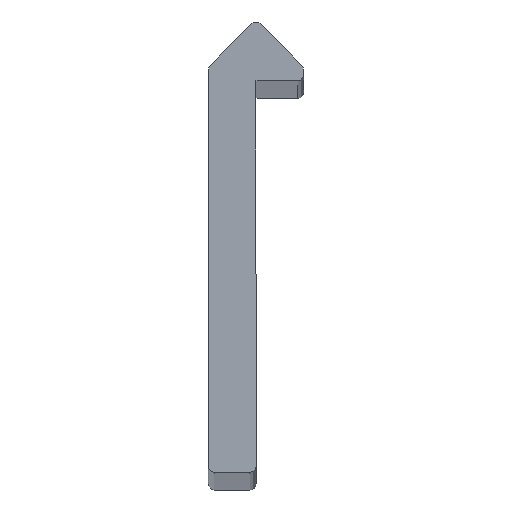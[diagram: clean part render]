
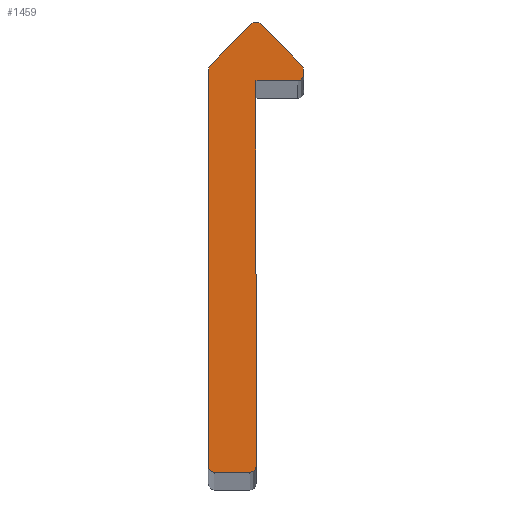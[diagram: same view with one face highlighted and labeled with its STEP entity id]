
A CAD part, top view. The second image highlights one B-rep face of the part: STEP entity #1459.
In plain terms, the highlighted planar face has unit normal (0, 0, 1).
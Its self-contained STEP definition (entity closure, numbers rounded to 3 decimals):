
#4 = AXIS2_PLACEMENT_3D ( 'NONE', #676, #320, #679 ) ;
#7 = VECTOR ( 'NONE', #902, 1000. ) ;
#11 = ORIENTED_EDGE ( 'NONE', *, *, #1292, .T. ) ;
#50 = ORIENTED_EDGE ( 'NONE', *, *, #427, .T. ) ;
#110 = CARTESIAN_POINT ( 'NONE',  ( 0.3, 0., 500. ) ) ;
#162 = VERTEX_POINT ( 'NONE', #2267 ) ;
#167 = EDGE_CURVE ( 'NONE', #1986, #639, #443, .T. ) ;
#257 = EDGE_CURVE ( 'NONE', #1734, #1384, #414, .T. ) ;
#270 = LINE ( 'NONE', #1361, #2090 ) ;
#292 = CIRCLE ( 'NONE', #2085, 0.3 ) ;
#302 = CARTESIAN_POINT ( 'NONE',  ( 4.75, 19.85, 500. ) ) ;
#320 = DIRECTION ( 'NONE',  ( 0., 0., 1. ) ) ;
#391 = VERTEX_POINT ( 'NONE', #871 ) ;
#395 = ORIENTED_EDGE ( 'NONE', *, *, #1633, .T. ) ;
#414 = CIRCLE ( 'NONE', #1267, 0.3 ) ;
#427 = EDGE_CURVE ( 'NONE', #2034, #1877, #606, .T. ) ;
#443 = CIRCLE ( 'NONE', #1887, 0.3 ) ;
#461 = VECTOR ( 'NONE', #2214, 1000. ) ;
#482 = EDGE_CURVE ( 'NONE', #1877, #1986, #2251, .T. ) ;
#529 = ORIENTED_EDGE ( 'NONE', *, *, #1270, .T. ) ;
#556 = ORIENTED_EDGE ( 'NONE', *, *, #1856, .T. ) ;
#588 = DIRECTION ( 'NONE',  ( 0., 1., 0. ) ) ;
#606 = CIRCLE ( 'NONE', #4, 0.3 ) ;
#624 = VERTEX_POINT ( 'NONE', #1806 ) ;
#639 = VERTEX_POINT ( 'NONE', #1623 ) ;
#644 = EDGE_LOOP ( 'NONE', ( #2106, #395, #1854, #1414, #50, #779, #868, #11, #556, #529, #1288, #1823, #1935 ) ) ;
#653 = DIRECTION ( 'NONE',  ( 0., -1., 0. ) ) ;
#676 = CARTESIAN_POINT ( 'NONE',  ( 2.375, 22.2, 500. ) ) ;
#679 = DIRECTION ( 'NONE',  ( -1., 0., 0. ) ) ;
#725 = CARTESIAN_POINT ( 'NONE',  ( 0.3, 20.125, 500. ) ) ;
#727 = CARTESIAN_POINT ( 'NONE',  ( 4.45, 19.55, 500. ) ) ;
#729 = DIRECTION ( 'NONE',  ( -1., 0., 0. ) ) ;
#730 = DIRECTION ( 'NONE',  ( 0., 0., 1. ) ) ;
#779 = ORIENTED_EDGE ( 'NONE', *, *, #482, .T. ) ;
#783 = DIRECTION ( 'NONE',  ( 0., 0., 1. ) ) ;
#816 = VECTOR ( 'NONE', #2180, 1000. ) ;
#862 = CARTESIAN_POINT ( 'NONE',  ( 4.662, 20.337, 500. ) ) ;
#868 = ORIENTED_EDGE ( 'NONE', *, *, #167, .T. ) ;
#871 = CARTESIAN_POINT ( 'NONE',  ( 4.45, 19.55, 500. ) ) ;
#875 = LINE ( 'NONE', #1014, #461 ) ;
#885 = DIRECTION ( 'NONE',  ( 0., 0., -1. ) ) ;
#902 = DIRECTION ( 'NONE',  ( 1., 0., 0. ) ) ;
#908 = DIRECTION ( 'NONE',  ( 0., 0., 1. ) ) ;
#916 = VECTOR ( 'NONE', #2115, 1000. ) ;
#940 = LINE ( 'NONE', #2004, #816 ) ;
#967 = AXIS2_PLACEMENT_3D ( 'NONE', #1603, #885, #2105 ) ;
#1003 = CARTESIAN_POINT ( 'NONE',  ( 4.45, 20.125, 500. ) ) ;
#1014 = CARTESIAN_POINT ( 'NONE',  ( 2.587, 22.412, 500. ) ) ;
#1023 = CARTESIAN_POINT ( 'NONE',  ( 4.45, 19.85, 500. ) ) ;
#1113 = CARTESIAN_POINT ( 'NONE',  ( 2.075, 0.3, 500. ) ) ;
#1173 = LINE ( 'NONE', #1893, #2031 ) ;
#1185 = DIRECTION ( 'NONE',  ( -1., 0., 0. ) ) ;
#1193 = DIRECTION ( 'NONE',  ( -1., 0., 0. ) ) ;
#1252 = FACE_OUTER_BOUND ( 'NONE', #644, .T. ) ;
#1263 = VERTEX_POINT ( 'NONE', #110 ) ;
#1267 = AXIS2_PLACEMENT_3D ( 'NONE', #1113, #908, #729 ) ;
#1270 = EDGE_CURVE ( 'NONE', #1263, #1734, #270, .T. ) ;
#1288 = ORIENTED_EDGE ( 'NONE', *, *, #257, .T. ) ;
#1292 = EDGE_CURVE ( 'NONE', #639, #2178, #1173, .T. ) ;
#1347 = AXIS2_PLACEMENT_3D ( 'NONE', #1023, #2222, #1193 ) ;
#1361 = CARTESIAN_POINT ( 'NONE',  ( 2.075, 0., 500. ) ) ;
#1384 = VERTEX_POINT ( 'NONE', #2263 ) ;
#1414 = ORIENTED_EDGE ( 'NONE', *, *, #1837, .T. ) ;
#1459 = ADVANCED_FACE ( 'NONE', ( #1252 ), #2273, .F. ) ;
#1548 = CARTESIAN_POINT ( 'NONE',  ( 0.088, 20.337, 500. ) ) ;
#1603 = CARTESIAN_POINT ( 'NONE',  ( 4.45, 19.85, 500. ) ) ;
#1623 = CARTESIAN_POINT ( 'NONE',  ( 0., 20.125, 500. ) ) ;
#1633 = EDGE_CURVE ( 'NONE', #2017, #162, #2139, .T. ) ;
#1680 = CARTESIAN_POINT ( 'NONE',  ( 2.075, 0., 500. ) ) ;
#1685 = VECTOR ( 'NONE', #588, 1000. ) ;
#1734 = VERTEX_POINT ( 'NONE', #1680 ) ;
#1774 = EDGE_CURVE ( 'NONE', #162, #2092, #1979, .T. ) ;
#1806 = CARTESIAN_POINT ( 'NONE',  ( 2.375, 19.55, 500. ) ) ;
#1817 = CARTESIAN_POINT ( 'NONE',  ( 4.75, 20.125, 500. ) ) ;
#1823 = ORIENTED_EDGE ( 'NONE', *, *, #1843, .T. ) ;
#1837 = EDGE_CURVE ( 'NONE', #2092, #2034, #875, .T. ) ;
#1838 = CARTESIAN_POINT ( 'NONE',  ( 0.3, 0.3, 500. ) ) ;
#1843 = EDGE_CURVE ( 'NONE', #1384, #624, #940, .T. ) ;
#1854 = ORIENTED_EDGE ( 'NONE', *, *, #1774, .T. ) ;
#1856 = EDGE_CURVE ( 'NONE', #2178, #1263, #292, .T. ) ;
#1859 = AXIS2_PLACEMENT_3D ( 'NONE', #1003, #2208, #1185 ) ;
#1877 = VERTEX_POINT ( 'NONE', #2188 ) ;
#1887 = AXIS2_PLACEMENT_3D ( 'NONE', #725, #730, #1940 ) ;
#1893 = CARTESIAN_POINT ( 'NONE',  ( 0., 0.3, 500. ) ) ;
#1903 = LINE ( 'NONE', #727, #7 ) ;
#1935 = ORIENTED_EDGE ( 'NONE', *, *, #2187, .T. ) ;
#1940 = DIRECTION ( 'NONE',  ( -1., 0., 0. ) ) ;
#1957 = CARTESIAN_POINT ( 'NONE',  ( 0., 0.3, 500. ) ) ;
#1972 = EDGE_CURVE ( 'NONE', #391, #2017, #2276, .T. ) ;
#1979 = CIRCLE ( 'NONE', #1859, 0.3 ) ;
#1986 = VERTEX_POINT ( 'NONE', #1548 ) ;
#2004 = CARTESIAN_POINT ( 'NONE',  ( 2.375, 19.55, 500. ) ) ;
#2016 = DIRECTION ( 'NONE',  ( 1., 0., 0. ) ) ;
#2017 = VERTEX_POINT ( 'NONE', #302 ) ;
#2031 = VECTOR ( 'NONE', #653, 1000. ) ;
#2034 = VERTEX_POINT ( 'NONE', #2059 ) ;
#2059 = CARTESIAN_POINT ( 'NONE',  ( 2.587, 22.412, 500. ) ) ;
#2085 = AXIS2_PLACEMENT_3D ( 'NONE', #1838, #783, #2016 ) ;
#2090 = VECTOR ( 'NONE', #2227, 1000. ) ;
#2092 = VERTEX_POINT ( 'NONE', #862 ) ;
#2104 = CARTESIAN_POINT ( 'NONE',  ( 0.088, 20.337, 500. ) ) ;
#2105 = DIRECTION ( 'NONE',  ( -1., 0., 0. ) ) ;
#2106 = ORIENTED_EDGE ( 'NONE', *, *, #1972, .T. ) ;
#2115 = DIRECTION ( 'NONE',  ( -0.707, -0.707, 0. ) ) ;
#2139 = LINE ( 'NONE', #1817, #1685 ) ;
#2178 = VERTEX_POINT ( 'NONE', #1957 ) ;
#2180 = DIRECTION ( 'NONE',  ( 0., 1., 0. ) ) ;
#2187 = EDGE_CURVE ( 'NONE', #624, #391, #1903, .T. ) ;
#2188 = CARTESIAN_POINT ( 'NONE',  ( 2.163, 22.412, 500. ) ) ;
#2208 = DIRECTION ( 'NONE',  ( 0., 0., 1. ) ) ;
#2214 = DIRECTION ( 'NONE',  ( -0.707, 0.707, 0. ) ) ;
#2222 = DIRECTION ( 'NONE',  ( 0., 0., 1. ) ) ;
#2227 = DIRECTION ( 'NONE',  ( 1., 0., 0. ) ) ;
#2251 = LINE ( 'NONE', #2104, #916 ) ;
#2263 = CARTESIAN_POINT ( 'NONE',  ( 2.375, 0.3, 500. ) ) ;
#2267 = CARTESIAN_POINT ( 'NONE',  ( 4.75, 20.125, 500. ) ) ;
#2273 = PLANE ( 'NONE',  #967 ) ;
#2276 = CIRCLE ( 'NONE', #1347, 0.3 ) ;
